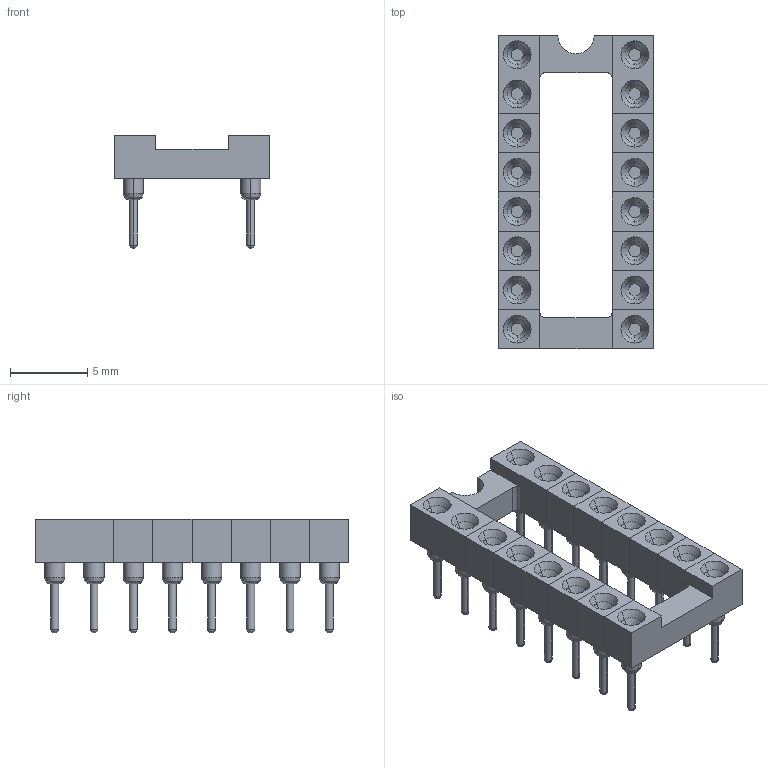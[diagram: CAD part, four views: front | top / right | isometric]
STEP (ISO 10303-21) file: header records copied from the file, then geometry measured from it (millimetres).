
FILE_DESCRIPTION((''),'2;1');
FILE_NAME('DIPS16-300.stp','2009-03-04T16:04:05',(''),(''),'Mechanical Desktop 2006','Mechanical Desktop 2006',', , ');
FILE_SCHEMA(('AUTOMOTIVE_DESIGN { 1 2 10303 214 0 1 1 1 }'));
Length unit declared in the file: millimetre
Products named in the file (1): Product
Bounding box: 10.1 x 20.32 x 7.37 mm (x, y, z)
Volume: 345.4 mm3; surface area: 1321.8 mm2
Topology: 60 solids, 60 shells, 463 faces, 917 edges, 542 vertices
Faces by surface type: cylinder 170, plane 165, cone 64, bspline 32, sphere 32
Entity records: 12874 total; most frequent: CARTESIAN_POINT 3267, DIRECTION 2185, ORIENTED_EDGE 1738, AXIS2_PLACEMENT_3D 884, EDGE_CURVE 869, VERTEX_POINT 526, EDGE_LOOP 495, FACE_OUTER_BOUND 463
